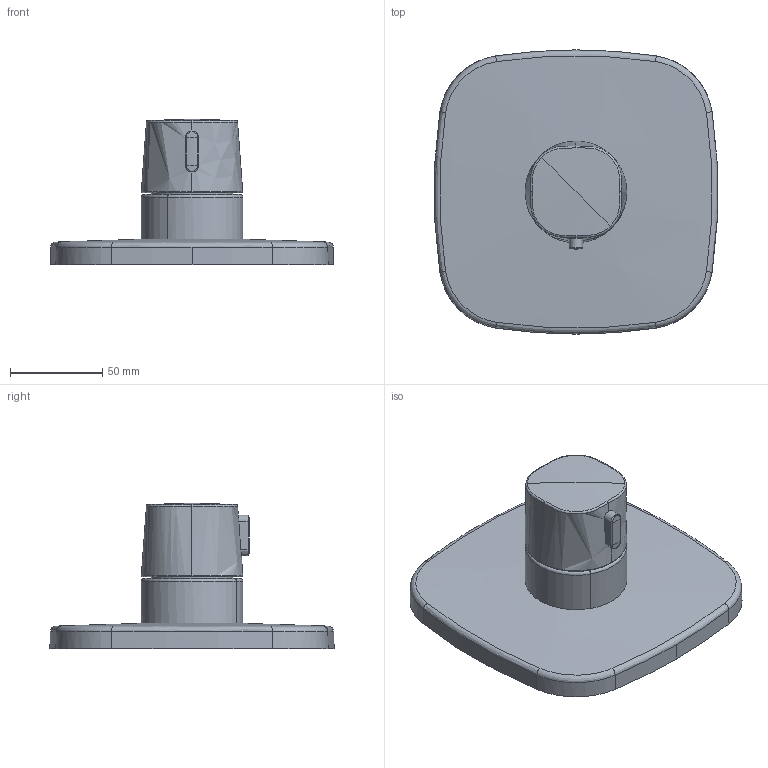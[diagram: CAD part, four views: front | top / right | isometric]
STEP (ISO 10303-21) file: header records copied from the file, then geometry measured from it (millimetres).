
FILE_DESCRIPTION (( 'STEP AP203' ), '1' );
FILE_NAME ('81129583.STEP', '2017-05-30T06:38:16', ( '' ), ( '' ), 'SwSTEP 2.0', 'SolidWorks 2016', '' );
FILE_SCHEMA (( 'CONFIG_CONTROL_DESIGN' ));
Length unit declared in the file: millimetre
Products named in the file (1): 81129583
Bounding box: 153.27 x 154.01 x 78.69 mm (x, y, z)
Volume: 426139.3 mm3; surface area: 61151.4 mm2
Topology: 1 solids, 1 shells, 54 faces, 124 edges, 75 vertices
Faces by surface type: bspline 21, cone 12, cylinder 7, torus 5, plane 5, sphere 4
Entity records: 5090 total; most frequent: CARTESIAN_POINT 3969, ORIENTED_EDGE 248, DIRECTION 174, EDGE_CURVE 124, AXIS2_PLACEMENT_3D 77, VERTEX_POINT 75, EDGE_LOOP 57, FACE_OUTER_BOUND 54
